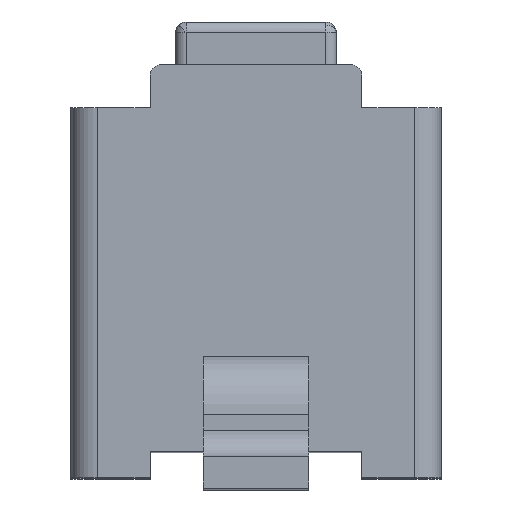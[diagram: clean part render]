
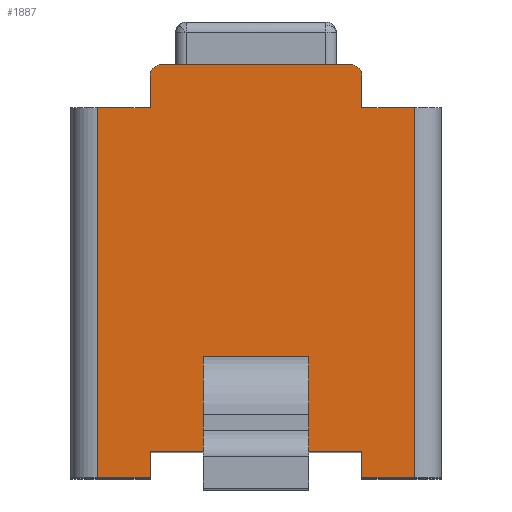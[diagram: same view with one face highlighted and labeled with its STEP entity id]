
A CAD part, top view. The second image highlights one B-rep face of the part: STEP entity #1887.
In plain terms, the highlighted face is planar.
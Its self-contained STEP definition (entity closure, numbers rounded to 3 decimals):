
#51 = CARTESIAN_POINT ( 'NONE',  ( -1., -3., -4.065 ) ) ;
#56 = EDGE_CURVE ( 'NONE', #1915, #356, #2071, .T. ) ;
#59 = ORIENTED_EDGE ( 'NONE', *, *, #3091, .T. ) ;
#71 = EDGE_CURVE ( 'NONE', #1499, #1587, #3384, .T. ) ;
#149 = VERTEX_POINT ( 'NONE', #1357 ) ;
#156 = ORIENTED_EDGE ( 'NONE', *, *, #425, .T. ) ;
#161 = DIRECTION ( 'NONE',  ( 0., 0., -1. ) ) ;
#225 = EDGE_CURVE ( 'NONE', #2464, #1915, #600, .T. ) ;
#252 = CARTESIAN_POINT ( 'NONE',  ( -1., -3., -4.315 ) ) ;
#257 = VERTEX_POINT ( 'NONE', #320 ) ;
#302 = DIRECTION ( 'NONE',  ( 1., 0., 0. ) ) ;
#314 = DIRECTION ( 'NONE',  ( -1., 0., 0. ) ) ;
#320 = CARTESIAN_POINT ( 'NONE',  ( -1.5, -3., -4.315 ) ) ;
#333 = LINE ( 'NONE', #2463, #2301 ) ;
#348 = VERTEX_POINT ( 'NONE', #1085 ) ;
#356 = VERTEX_POINT ( 'NONE', #535 ) ;
#376 = DIRECTION ( 'NONE',  ( 1., 0., 0. ) ) ;
#425 = EDGE_CURVE ( 'NONE', #348, #3170, #3234, .T. ) ;
#441 = LINE ( 'NONE', #1540, #1245 ) ;
#447 = VERTEX_POINT ( 'NONE', #1425 ) ;
#475 = VECTOR ( 'NONE', #578, 1000. ) ;
#478 = DIRECTION ( 'NONE',  ( 0., 0., 1. ) ) ;
#522 = PLANE ( 'NONE',  #2045 ) ;
#535 = CARTESIAN_POINT ( 'NONE',  ( -1., -3., -0.815 ) ) ;
#550 = ORIENTED_EDGE ( 'NONE', *, *, #2895, .F. ) ;
#551 = CARTESIAN_POINT ( 'NONE',  ( -1.75, -3., -0.815 ) ) ;
#553 = CARTESIAN_POINT ( 'NONE',  ( -1.75, -3., -3.165 ) ) ;
#578 = DIRECTION ( 'NONE',  ( 0., 0., 1. ) ) ;
#596 = VECTOR ( 'NONE', #2095, 1000. ) ;
#599 = DIRECTION ( 'NONE',  ( 0., 0., -1. ) ) ;
#600 = CIRCLE ( 'NONE', #3612, 0.1 ) ;
#617 = DIRECTION ( 'NONE',  ( 0., 0., -1. ) ) ;
#623 = ORIENTED_EDGE ( 'NONE', *, *, #225, .T. ) ;
#631 = CARTESIAN_POINT ( 'NONE',  ( -1., -3., -4.315 ) ) ;
#650 = ORIENTED_EDGE ( 'NONE', *, *, #71, .T. ) ;
#827 = VERTEX_POINT ( 'NONE', #2725 ) ;
#839 = CARTESIAN_POINT ( 'NONE',  ( -1.5, -3., -0.815 ) ) ;
#841 = EDGE_CURVE ( 'NONE', #908, #348, #2514, .T. ) ;
#862 = DIRECTION ( 'NONE',  ( 0., 0., -1. ) ) ;
#908 = VERTEX_POINT ( 'NONE', #1001 ) ;
#974 = FACE_OUTER_BOUND ( 'NONE', #2912, .T. ) ;
#975 = VECTOR ( 'NONE', #2741, 1000. ) ;
#987 = VECTOR ( 'NONE', #478, 1000. ) ;
#1001 = CARTESIAN_POINT ( 'NONE',  ( 1., -3., -0.815 ) ) ;
#1032 = VERTEX_POINT ( 'NONE', #839 ) ;
#1060 = LINE ( 'NONE', #2442, #2501 ) ;
#1085 = CARTESIAN_POINT ( 'NONE',  ( 1., -3., -0.507 ) ) ;
#1102 = LINE ( 'NONE', #2562, #1608 ) ;
#1113 = LINE ( 'NONE', #1142, #475 ) ;
#1140 = EDGE_CURVE ( 'NONE', #1587, #447, #3156, .T. ) ;
#1142 = CARTESIAN_POINT ( 'NONE',  ( 1.5, -3., -0.815 ) ) ;
#1153 = EDGE_CURVE ( 'NONE', #447, #1194, #333, .T. ) ;
#1156 = CARTESIAN_POINT ( 'NONE',  ( 0.9, -3., -0.407 ) ) ;
#1175 = ORIENTED_EDGE ( 'NONE', *, *, #1153, .T. ) ;
#1194 = VERTEX_POINT ( 'NONE', #3394 ) ;
#1245 = VECTOR ( 'NONE', #376, 1000. ) ;
#1265 = ORIENTED_EDGE ( 'NONE', *, *, #3588, .T. ) ;
#1314 = VECTOR ( 'NONE', #2743, 1000. ) ;
#1340 = VERTEX_POINT ( 'NONE', #1998 ) ;
#1357 = CARTESIAN_POINT ( 'NONE',  ( 1., -3., -4.315 ) ) ;
#1398 = EDGE_CURVE ( 'NONE', #827, #3423, #2209, .T. ) ;
#1425 = CARTESIAN_POINT ( 'NONE',  ( -0.5, -3., -3.465 ) ) ;
#1441 = CARTESIAN_POINT ( 'NONE',  ( -1., -3., -0.507 ) ) ;
#1499 = VERTEX_POINT ( 'NONE', #2928 ) ;
#1540 = CARTESIAN_POINT ( 'NONE',  ( -1.75, -3., -0.815 ) ) ;
#1572 = VECTOR ( 'NONE', #1938, 1000. ) ;
#1587 = VERTEX_POINT ( 'NONE', #3584 ) ;
#1589 = ORIENTED_EDGE ( 'NONE', *, *, #2894, .T. ) ;
#1597 = VECTOR ( 'NONE', #161, 1000. ) ;
#1608 = VECTOR ( 'NONE', #314, 1000. ) ;
#1629 = CARTESIAN_POINT ( 'NONE',  ( -1.75, -3., -0.815 ) ) ;
#1732 = DIRECTION ( 'NONE',  ( 1., 0., 0. ) ) ;
#1741 = LINE ( 'NONE', #1629, #975 ) ;
#1865 = DIRECTION ( 'NONE',  ( 0., 0., 1. ) ) ;
#1887 = ADVANCED_FACE ( 'NONE', ( #2893, #974 ), #522, .T. ) ;
#1898 = ORIENTED_EDGE ( 'NONE', *, *, #2492, .T. ) ;
#1915 = VERTEX_POINT ( 'NONE', #1441 ) ;
#1938 = DIRECTION ( 'NONE',  ( 0., 0., 1. ) ) ;
#1958 = DIRECTION ( 'NONE',  ( 0., 0., 1. ) ) ;
#1990 = ORIENTED_EDGE ( 'NONE', *, *, #56, .T. ) ;
#1998 = CARTESIAN_POINT ( 'NONE',  ( 1.5, -3., -0.815 ) ) ;
#2003 = CARTESIAN_POINT ( 'NONE',  ( -1.75, -3., -4.315 ) ) ;
#2031 = CARTESIAN_POINT ( 'NONE',  ( 1., -3., -0.815 ) ) ;
#2033 = ORIENTED_EDGE ( 'NONE', *, *, #1398, .F. ) ;
#2045 = AXIS2_PLACEMENT_3D ( 'NONE', #551, #3424, #862 ) ;
#2071 = LINE ( 'NONE', #3617, #1597 ) ;
#2079 = EDGE_CURVE ( 'NONE', #908, #1340, #441, .T. ) ;
#2091 = ORIENTED_EDGE ( 'NONE', *, *, #1140, .T. ) ;
#2095 = DIRECTION ( 'NONE',  ( -1., 0., 0. ) ) ;
#2132 = CARTESIAN_POINT ( 'NONE',  ( -1.75, -3., -3.465 ) ) ;
#2144 = CARTESIAN_POINT ( 'NONE',  ( 1.5, -3., -4.315 ) ) ;
#2159 = CARTESIAN_POINT ( 'NONE',  ( -0.9, -3., -0.407 ) ) ;
#2192 = DIRECTION ( 'NONE',  ( -1., 0., 0. ) ) ;
#2196 = AXIS2_PLACEMENT_3D ( 'NONE', #2850, #2861, #2830 ) ;
#2198 = CARTESIAN_POINT ( 'NONE',  ( 1., -3., -0.815 ) ) ;
#2209 = LINE ( 'NONE', #3197, #596 ) ;
#2211 = VECTOR ( 'NONE', #2192, 1000. ) ;
#2226 = LINE ( 'NONE', #2003, #2799 ) ;
#2301 = VECTOR ( 'NONE', #1865, 1000. ) ;
#2323 = LINE ( 'NONE', #252, #1572 ) ;
#2348 = EDGE_LOOP ( 'NONE', ( #2091, #1175, #59, #650 ) ) ;
#2442 = CARTESIAN_POINT ( 'NONE',  ( -1.75, -3., -0.407 ) ) ;
#2463 = CARTESIAN_POINT ( 'NONE',  ( -0.5, -3., -0.815 ) ) ;
#2464 = VERTEX_POINT ( 'NONE', #2159 ) ;
#2477 = VERTEX_POINT ( 'NONE', #2144 ) ;
#2492 = EDGE_CURVE ( 'NONE', #827, #149, #2721, .T. ) ;
#2501 = VECTOR ( 'NONE', #3319, 1000. ) ;
#2512 = ORIENTED_EDGE ( 'NONE', *, *, #3057, .T. ) ;
#2514 = LINE ( 'NONE', #2198, #987 ) ;
#2521 = CARTESIAN_POINT ( 'NONE',  ( -1.5, -3., -4.326 ) ) ;
#2528 = VERTEX_POINT ( 'NONE', #631 ) ;
#2562 = CARTESIAN_POINT ( 'NONE',  ( -1.75, -3., -4.315 ) ) ;
#2581 = LINE ( 'NONE', #2521, #2973 ) ;
#2593 = ORIENTED_EDGE ( 'NONE', *, *, #841, .T. ) ;
#2645 = ORIENTED_EDGE ( 'NONE', *, *, #3635, .F. ) ;
#2721 = LINE ( 'NONE', #2031, #3501 ) ;
#2725 = CARTESIAN_POINT ( 'NONE',  ( 1., -3., -4.065 ) ) ;
#2741 = DIRECTION ( 'NONE',  ( 1., 0., 0. ) ) ;
#2743 = DIRECTION ( 'NONE',  ( 0., 0., -1. ) ) ;
#2799 = VECTOR ( 'NONE', #302, 1000. ) ;
#2830 = DIRECTION ( 'NONE',  ( 0., 0., 1. ) ) ;
#2850 = CARTESIAN_POINT ( 'NONE',  ( 0.9, -3., -0.507 ) ) ;
#2861 = DIRECTION ( 'NONE',  ( 0., -1., 0. ) ) ;
#2893 = FACE_BOUND ( 'NONE', #2348, .T. ) ;
#2894 = EDGE_CURVE ( 'NONE', #3170, #2464, #1060, .T. ) ;
#2895 = EDGE_CURVE ( 'NONE', #1032, #356, #1741, .T. ) ;
#2912 = EDGE_LOOP ( 'NONE', ( #1265, #2033, #1898, #3391, #2512, #3625, #2593, #156, #1589, #623, #1990, #550, #2645, #3085 ) ) ;
#2928 = CARTESIAN_POINT ( 'NONE',  ( 0.5, -3., -3.165 ) ) ;
#2973 = VECTOR ( 'NONE', #1958, 1000. ) ;
#3057 = EDGE_CURVE ( 'NONE', #2477, #1340, #1113, .T. ) ;
#3085 = ORIENTED_EDGE ( 'NONE', *, *, #3086, .T. ) ;
#3086 = EDGE_CURVE ( 'NONE', #257, #2528, #2226, .T. ) ;
#3091 = EDGE_CURVE ( 'NONE', #1194, #1499, #3397, .T. ) ;
#3152 = CARTESIAN_POINT ( 'NONE',  ( -0.9, -3., -0.507 ) ) ;
#3156 = LINE ( 'NONE', #2132, #2211 ) ;
#3170 = VERTEX_POINT ( 'NONE', #1156 ) ;
#3181 = EDGE_CURVE ( 'NONE', #2477, #149, #1102, .T. ) ;
#3197 = CARTESIAN_POINT ( 'NONE',  ( -1.75, -3., -4.065 ) ) ;
#3234 = CIRCLE ( 'NONE', #2196, 0.1 ) ;
#3319 = DIRECTION ( 'NONE',  ( -1., 0., 0. ) ) ;
#3384 = LINE ( 'NONE', #3641, #1314 ) ;
#3391 = ORIENTED_EDGE ( 'NONE', *, *, #3181, .F. ) ;
#3394 = CARTESIAN_POINT ( 'NONE',  ( -0.5, -3., -3.165 ) ) ;
#3397 = LINE ( 'NONE', #553, #3489 ) ;
#3423 = VERTEX_POINT ( 'NONE', #51 ) ;
#3424 = DIRECTION ( 'NONE',  ( 0., -1., 0. ) ) ;
#3474 = DIRECTION ( 'NONE',  ( 0., -1., 0. ) ) ;
#3489 = VECTOR ( 'NONE', #1732, 1000. ) ;
#3501 = VECTOR ( 'NONE', #617, 1000. ) ;
#3584 = CARTESIAN_POINT ( 'NONE',  ( 0.5, -3., -3.465 ) ) ;
#3588 = EDGE_CURVE ( 'NONE', #2528, #3423, #2323, .T. ) ;
#3612 = AXIS2_PLACEMENT_3D ( 'NONE', #3152, #3474, #599 ) ;
#3617 = CARTESIAN_POINT ( 'NONE',  ( -1., -3., -0.815 ) ) ;
#3625 = ORIENTED_EDGE ( 'NONE', *, *, #2079, .F. ) ;
#3635 = EDGE_CURVE ( 'NONE', #257, #1032, #2581, .T. ) ;
#3641 = CARTESIAN_POINT ( 'NONE',  ( 0.5, -3., -0.815 ) ) ;
